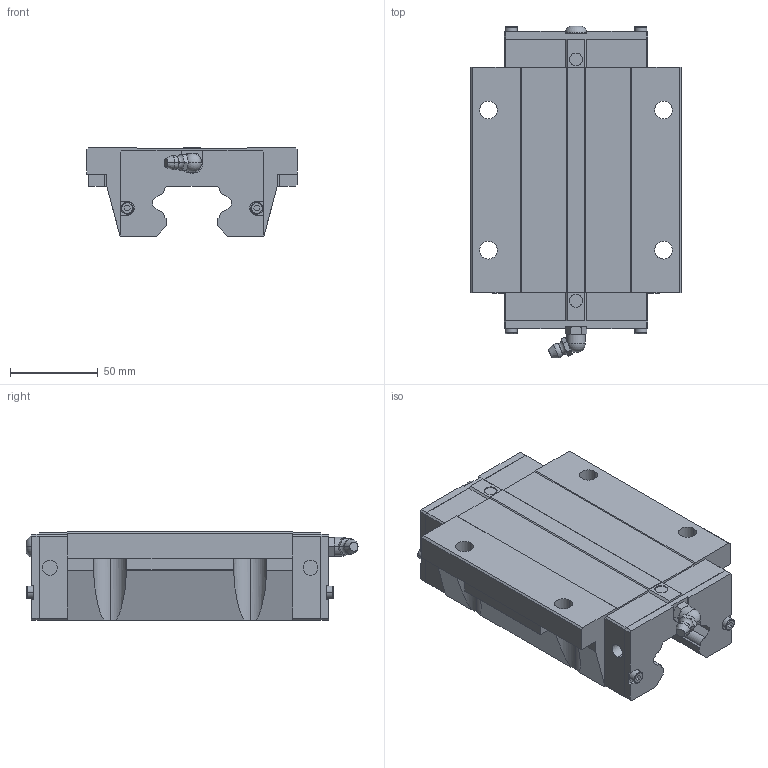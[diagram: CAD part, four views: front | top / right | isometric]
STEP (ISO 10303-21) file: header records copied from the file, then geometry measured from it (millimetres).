
FILE_DESCRIPTION(('STEP AP214'),'1');
FILE_NAME('cctmp_FBE19748-F78A-49CE-8DDC-4CD34F83802F_2020_4_23_15_19_29_518..stp','2020-04-23T13:19:29',('HIWIN GmbH'),('CADClick - www.CADClick.com'),'Spatial InterOp 3D',' ','unknown authorization');
FILE_SCHEMA(('AUTOMOTIVE_DESIGN'));
Length unit declared in the file: millimetre
Products named in the file (1): HGW45HCZ0H_FILE
Bounding box: 120 x 189.52 x 50.5 mm (x, y, z)
Volume: 628583.1 mm3; surface area: 77779.1 mm2
Topology: 1 solids, 6 shells, 311 faces, 820 edges, 530 vertices
Faces by surface type: plane 197, cylinder 68, torus 30, cone 14, sphere 2
Entity records: 12268 total; most frequent: CARTESIAN_POINT 1960, ORIENTED_EDGE 1636, DIRECTION 1620, EDGE_CURVE 818, LINE 552, VECTOR 552, AXIS2_PLACEMENT_3D 534, VERTEX_POINT 530
